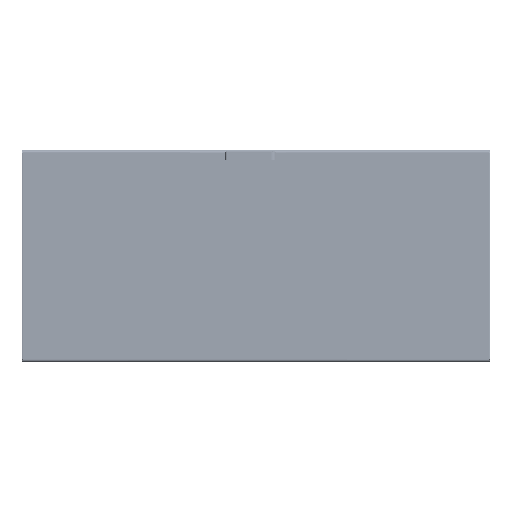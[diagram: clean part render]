
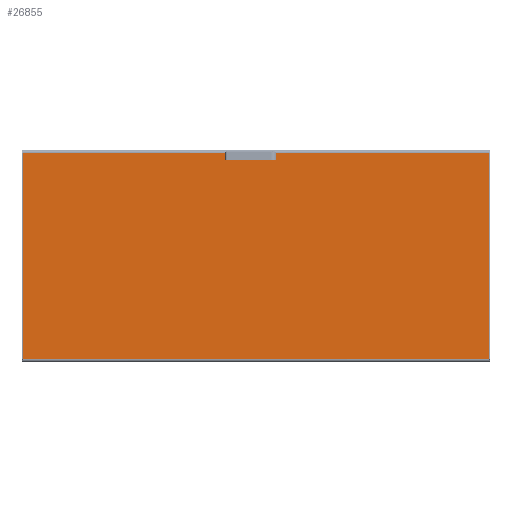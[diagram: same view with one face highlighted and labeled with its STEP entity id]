
A CAD part, top view. The second image highlights one B-rep face of the part: STEP entity #26855.
In plain terms, the highlighted planar face has unit normal (0, 0, 1).
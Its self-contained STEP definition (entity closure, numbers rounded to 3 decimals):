
#5472 = DIRECTION ( 'NONE',  ( -1., 0., 0. ) ) ;
#5474 = DIRECTION ( 'NONE',  ( 0., 0., 1. ) ) ;
#5488 = CARTESIAN_POINT ( 'NONE',  ( 26., 375.5, 2. ) ) ;
#5612 = DIRECTION ( 'NONE',  ( -1., 0., 0. ) ) ;
#5615 = DIRECTION ( 'NONE',  ( 0., 0., 1. ) ) ;
#5657 = CARTESIAN_POINT ( 'NONE',  ( 54.3, 375.5, 2. ) ) ;
#6135 = DIRECTION ( 'NONE',  ( -1., 0., 0. ) ) ;
#6151 = DIRECTION ( 'NONE',  ( 0., 0., 1. ) ) ;
#6202 = CARTESIAN_POINT ( 'NONE',  ( 54.3, 375.5, 2. ) ) ;
#6220 = DIRECTION ( 'NONE',  ( -1., 0., 0. ) ) ;
#6235 = CARTESIAN_POINT ( 'NONE',  ( 37.662, 380., 2. ) ) ;
#6243 = DIRECTION ( 'NONE',  ( -1., 0., 0. ) ) ;
#6250 = DIRECTION ( 'NONE',  ( 0., 0., 1. ) ) ;
#6261 = CARTESIAN_POINT ( 'NONE',  ( 26., 375.5, 2. ) ) ;
#6344 = DIRECTION ( 'NONE',  ( 1., 0., 0. ) ) ;
#6348 = CARTESIAN_POINT ( 'NONE',  ( 37.662, 371., 2. ) ) ;
#6377 = DIRECTION ( 'NONE',  ( 1., 0., 0. ) ) ;
#6379 = CARTESIAN_POINT ( 'NONE',  ( -14.338, 371., 2. ) ) ;
#6391 = DIRECTION ( 'NONE',  ( -1., 0., 0. ) ) ;
#6406 = CARTESIAN_POINT ( 'NONE',  ( -37.662, 380., 2. ) ) ;
#6418 = DIRECTION ( 'NONE',  ( 1., 0., 0. ) ) ;
#6463 = CARTESIAN_POINT ( 'NONE',  ( -37.662, 371., 2. ) ) ;
#6473 = DIRECTION ( 'NONE',  ( 1., 0., 0. ) ) ;
#6482 = DIRECTION ( 'NONE',  ( 0., 0., 1. ) ) ;
#6487 = CARTESIAN_POINT ( 'NONE',  ( -54.3, 375.5, 2. ) ) ;
#6579 = DIRECTION ( 'NONE',  ( 1., 0., 0. ) ) ;
#6582 = DIRECTION ( 'NONE',  ( 0., 0., 1. ) ) ;
#6595 = CARTESIAN_POINT ( 'NONE',  ( -26., 375.5, 2. ) ) ;
#6665 = DIRECTION ( 'NONE',  ( -1., 0., 0. ) ) ;
#6667 = CARTESIAN_POINT ( 'NONE',  ( 875.49, 387.5, 2. ) ) ;
#6822 = DIRECTION ( 'NONE',  ( 0., 1., 0. ) ) ;
#6824 = CARTESIAN_POINT ( 'NONE',  ( 875.49, -395., 2. ) ) ;
#6828 = DIRECTION ( 'NONE',  ( -1., 0., 0. ) ) ;
#6832 = CARTESIAN_POINT ( 'NONE',  ( 875.49, 387.5, 2. ) ) ;
#6858 = DIRECTION ( 'NONE',  ( 0., -1., 0. ) ) ;
#6860 = CARTESIAN_POINT ( 'NONE',  ( -875.49, 395., 2. ) ) ;
#6913 = DIRECTION ( 'NONE',  ( 1., 0., 0. ) ) ;
#6929 = CARTESIAN_POINT ( 'NONE',  ( -875.49, -387.5, 2. ) ) ;
#6930 = DIRECTION ( 'NONE',  ( 1., 0., 0. ) ) ;
#6932 = DIRECTION ( 'NONE',  ( 0., 0., 1. ) ) ;
#6967 = CARTESIAN_POINT ( 'NONE',  ( -26., 375.5, 2. ) ) ;
#15731 = AXIS2_PLACEMENT_3D ( 'NONE', #5488, #5474, #5472 ) ;
#15750 = AXIS2_PLACEMENT_3D ( 'NONE', #5657, #5615, #5612 ) ;
#15991 = AXIS2_PLACEMENT_3D ( 'NONE', #6967, #6932, #6930 ) ;
#16139 = AXIS2_PLACEMENT_3D ( 'NONE', #6202, #6151, #6135 ) ;
#16155 = AXIS2_PLACEMENT_3D ( 'NONE', #6261, #6250, #6243 ) ;
#16168 = AXIS2_PLACEMENT_3D ( 'NONE', #6487, #6482, #6473 ) ;
#16174 = AXIS2_PLACEMENT_3D ( 'NONE', #6595, #6582, #6579 ) ;
#24309 = EDGE_LOOP ( 'NONE', ( #39553, #39554, #39561, #39566, #39564, #39622, #39588, #39579, #39600, #39646, #39638, #39635, #39640, #39642, #39643, #39661, #39525 ) ) ;
#26855 = ADVANCED_FACE ( 'NONE', ( #40738 ), #65494, .T. ) ;
#31326 = AXIS2_PLACEMENT_3D ( 'NONE', #64199, #65490, #65489 ) ;
#35930 = CIRCLE ( 'NONE', #16139, 4.5 ) ;
#35936 = CIRCLE ( 'NONE', #16155, 12.5 ) ;
#35943 = VECTOR ( 'NONE', #6344, 1000. ) ;
#35944 = LINE ( 'NONE', #6348, #35943 ) ;
#35947 = VECTOR ( 'NONE', #6220, 1000. ) ;
#35948 = VECTOR ( 'NONE', #6377, 1000. ) ;
#35949 = LINE ( 'NONE', #6379, #35948 ) ;
#35950 = VECTOR ( 'NONE', #6391, 1000. ) ;
#35951 = LINE ( 'NONE', #6406, #35950 ) ;
#35953 = LINE ( 'NONE', #6463, #35960 ) ;
#35955 = CIRCLE ( 'NONE', #16168, 4.5 ) ;
#35956 = LINE ( 'NONE', #6235, #35947 ) ;
#35960 = VECTOR ( 'NONE', #6418, 1000. ) ;
#35961 = CIRCLE ( 'NONE', #16174, 12.5 ) ;
#37350 = CIRCLE ( 'NONE', #15731, 12.5 ) ;
#37374 = CIRCLE ( 'NONE', #15750, 4.5 ) ;
#39525 = ORIENTED_EDGE ( 'NONE', *, *, #57985, .F. ) ;
#39553 = ORIENTED_EDGE ( 'NONE', *, *, #58170, .F. ) ;
#39554 = ORIENTED_EDGE ( 'NONE', *, *, #58184, .T. ) ;
#39561 = ORIENTED_EDGE ( 'NONE', *, *, #58180, .T. ) ;
#39564 = ORIENTED_EDGE ( 'NONE', *, *, #58185, .T. ) ;
#39566 = ORIENTED_EDGE ( 'NONE', *, *, #58173, .T. ) ;
#39579 = ORIENTED_EDGE ( 'NONE', *, *, #58002, .F. ) ;
#39588 = ORIENTED_EDGE ( 'NONE', *, *, #58342, .F. ) ;
#39600 = ORIENTED_EDGE ( 'NONE', *, *, #58327, .F. ) ;
#39622 = ORIENTED_EDGE ( 'NONE', *, *, #58205, .T. ) ;
#39635 = ORIENTED_EDGE ( 'NONE', *, *, #58001, .F. ) ;
#39638 = ORIENTED_EDGE ( 'NONE', *, *, #57994, .F. ) ;
#39640 = ORIENTED_EDGE ( 'NONE', *, *, #57987, .F. ) ;
#39642 = ORIENTED_EDGE ( 'NONE', *, *, #57968, .F. ) ;
#39643 = ORIENTED_EDGE ( 'NONE', *, *, #57983, .F. ) ;
#39646 = ORIENTED_EDGE ( 'NONE', *, *, #58008, .F. ) ;
#39661 = ORIENTED_EDGE ( 'NONE', *, *, #57978, .F. ) ;
#40738 = FACE_OUTER_BOUND ( 'NONE', #24309, .T. ) ;
#41681 = VECTOR ( 'NONE', #6665, 1000. ) ;
#41684 = LINE ( 'NONE', #6667, #41681 ) ;
#41835 = VECTOR ( 'NONE', #6822, 1000. ) ;
#41838 = LINE ( 'NONE', #6824, #41835 ) ;
#41849 = VECTOR ( 'NONE', #6828, 1000. ) ;
#41873 = VECTOR ( 'NONE', #6858, 1000. ) ;
#41915 = LINE ( 'NONE', #6860, #41873 ) ;
#41933 = LINE ( 'NONE', #6832, #41849 ) ;
#42032 = LINE ( 'NONE', #6929, #42112 ) ;
#42092 = CIRCLE ( 'NONE', #15991, 12.5 ) ;
#42112 = VECTOR ( 'NONE', #6913, 1000. ) ;
#47453 = VERTEX_POINT ( 'NONE', #87087 ) ;
#47498 = VERTEX_POINT ( 'NONE', #86984 ) ;
#47565 = VERTEX_POINT ( 'NONE', #86864 ) ;
#47608 = VERTEX_POINT ( 'NONE', #86815 ) ;
#47723 = VERTEX_POINT ( 'NONE', #86618 ) ;
#47759 = VERTEX_POINT ( 'NONE', #86565 ) ;
#47762 = VERTEX_POINT ( 'NONE', #86557 ) ;
#47824 = VERTEX_POINT ( 'NONE', #86440 ) ;
#47845 = VERTEX_POINT ( 'NONE', #86400 ) ;
#47849 = VERTEX_POINT ( 'NONE', #86393 ) ;
#47872 = VERTEX_POINT ( 'NONE', #86367 ) ;
#47875 = VERTEX_POINT ( 'NONE', #86364 ) ;
#47912 = VERTEX_POINT ( 'NONE', #86332 ) ;
#47936 = VERTEX_POINT ( 'NONE', #86308 ) ;
#47951 = VERTEX_POINT ( 'NONE', #86300 ) ;
#48072 = VERTEX_POINT ( 'NONE', #86217 ) ;
#48092 = VERTEX_POINT ( 'NONE', #86202 ) ;
#57968 = EDGE_CURVE ( 'NONE', #47453, #47845, #35961, .T. ) ;
#57978 = EDGE_CURVE ( 'NONE', #47723, #48072, #35955, .T. ) ;
#57983 = EDGE_CURVE ( 'NONE', #48072, #47453, #35953, .T. ) ;
#57985 = EDGE_CURVE ( 'NONE', #47759, #47723, #35951, .T. ) ;
#57987 = EDGE_CURVE ( 'NONE', #47845, #48092, #35949, .T. ) ;
#57994 = EDGE_CURVE ( 'NONE', #47565, #47912, #35944, .T. ) ;
#58001 = EDGE_CURVE ( 'NONE', #48092, #47565, #35936, .T. ) ;
#58002 = EDGE_CURVE ( 'NONE', #47951, #47608, #35956, .T. ) ;
#58008 = EDGE_CURVE ( 'NONE', #47912, #47872, #35930, .T. ) ;
#58170 = EDGE_CURVE ( 'NONE', #47875, #47759, #42092, .T. ) ;
#58173 = EDGE_CURVE ( 'NONE', #47849, #47824, #42032, .T. ) ;
#58180 = EDGE_CURVE ( 'NONE', #47936, #47849, #41915, .T. ) ;
#58184 = EDGE_CURVE ( 'NONE', #47875, #47936, #41933, .T. ) ;
#58185 = EDGE_CURVE ( 'NONE', #47824, #47498, #41838, .T. ) ;
#58205 = EDGE_CURVE ( 'NONE', #47498, #47762, #41684, .T. ) ;
#58327 = EDGE_CURVE ( 'NONE', #47872, #47951, #37374, .T. ) ;
#58342 = EDGE_CURVE ( 'NONE', #47608, #47762, #37350, .T. ) ;
#64199 = CARTESIAN_POINT ( 'NONE',  ( -875.5, -395., 2. ) ) ;
#65489 = DIRECTION ( 'NONE',  ( 1., 0., 0. ) ) ;
#65490 = DIRECTION ( 'NONE',  ( 0., 0., 1. ) ) ;
#65494 = PLANE ( 'NONE',  #31326 ) ;
#86202 = CARTESIAN_POINT ( 'NONE',  ( 14.338, 371., 2. ) ) ;
#86217 = CARTESIAN_POINT ( 'NONE',  ( -54.3, 371., 2. ) ) ;
#86300 = CARTESIAN_POINT ( 'NONE',  ( 54.3, 380., 2. ) ) ;
#86308 = CARTESIAN_POINT ( 'NONE',  ( -875.49, 387.5, 2. ) ) ;
#86332 = CARTESIAN_POINT ( 'NONE',  ( 54.3, 371., 2. ) ) ;
#86364 = CARTESIAN_POINT ( 'NONE',  ( -29.5, 387.5, 2. ) ) ;
#86367 = CARTESIAN_POINT ( 'NONE',  ( 58.8, 375.5, 2. ) ) ;
#86393 = CARTESIAN_POINT ( 'NONE',  ( -875.49, -387.5, 2. ) ) ;
#86400 = CARTESIAN_POINT ( 'NONE',  ( -14.338, 371., 2. ) ) ;
#86440 = CARTESIAN_POINT ( 'NONE',  ( 875.49, -387.5, 2. ) ) ;
#86557 = CARTESIAN_POINT ( 'NONE',  ( 29.5, 387.5, 2. ) ) ;
#86565 = CARTESIAN_POINT ( 'NONE',  ( -37.662, 380., 2. ) ) ;
#86618 = CARTESIAN_POINT ( 'NONE',  ( -54.3, 380., 2. ) ) ;
#86815 = CARTESIAN_POINT ( 'NONE',  ( 37.662, 380., 2. ) ) ;
#86864 = CARTESIAN_POINT ( 'NONE',  ( 37.662, 371., 2. ) ) ;
#86984 = CARTESIAN_POINT ( 'NONE',  ( 875.49, 387.5, 2. ) ) ;
#87087 = CARTESIAN_POINT ( 'NONE',  ( -37.662, 371., 2. ) ) ;
